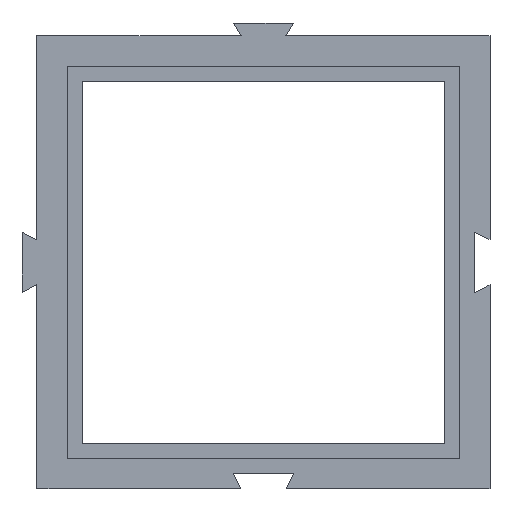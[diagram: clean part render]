
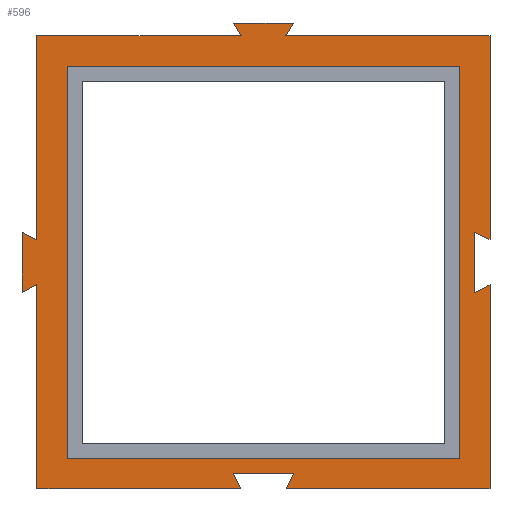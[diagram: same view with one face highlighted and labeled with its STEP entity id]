
A CAD part, top view. The second image highlights one B-rep face of the part: STEP entity #596.
In plain terms, the highlighted planar face has unit normal (0, 0, 1).
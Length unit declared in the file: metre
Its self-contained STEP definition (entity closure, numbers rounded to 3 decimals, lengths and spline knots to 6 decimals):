
#24=ORIENTED_EDGE('',*,*,#192,.F.);
#25=ORIENTED_EDGE('',*,*,#193,.F.);
#26=ORIENTED_EDGE('',*,*,#194,.F.);
#27=ORIENTED_EDGE('',*,*,#195,.F.);
#28=ORIENTED_EDGE('',*,*,#196,.T.);
#29=ORIENTED_EDGE('',*,*,#197,.F.);
#30=ORIENTED_EDGE('',*,*,#198,.T.);
#31=ORIENTED_EDGE('',*,*,#199,.T.);
#32=ORIENTED_EDGE('',*,*,#200,.T.);
#33=ORIENTED_EDGE('',*,*,#201,.T.);
#34=ORIENTED_EDGE('',*,*,#202,.T.);
#35=ORIENTED_EDGE('',*,*,#203,.T.);
#36=ORIENTED_EDGE('',*,*,#204,.T.);
#37=ORIENTED_EDGE('',*,*,#205,.T.);
#38=ORIENTED_EDGE('',*,*,#206,.F.);
#39=ORIENTED_EDGE('',*,*,#207,.F.);
#40=ORIENTED_EDGE('',*,*,#208,.F.);
#41=ORIENTED_EDGE('',*,*,#209,.T.);
#42=ORIENTED_EDGE('',*,*,#210,.F.);
#43=ORIENTED_EDGE('',*,*,#190,.F.);
#44=ORIENTED_EDGE('',*,*,#211,.F.);
#45=ORIENTED_EDGE('',*,*,#212,.T.);
#46=ORIENTED_EDGE('',*,*,#213,.T.);
#47=ORIENTED_EDGE('',*,*,#214,.F.);
#190=EDGE_CURVE('',#274,#275,#330,.T.);
#192=EDGE_CURVE('',#276,#274,#332,.T.);
#193=EDGE_CURVE('',#277,#276,#333,.T.);
#194=EDGE_CURVE('',#278,#277,#334,.T.);
#195=EDGE_CURVE('',#279,#278,#335,.T.);
#196=EDGE_CURVE('',#279,#280,#336,.T.);
#197=EDGE_CURVE('',#281,#280,#337,.T.);
#198=EDGE_CURVE('',#281,#282,#338,.T.);
#199=EDGE_CURVE('',#282,#283,#339,.T.);
#200=EDGE_CURVE('',#283,#284,#340,.T.);
#201=EDGE_CURVE('',#284,#285,#341,.T.);
#202=EDGE_CURVE('',#285,#286,#342,.T.);
#203=EDGE_CURVE('',#286,#287,#343,.T.);
#204=EDGE_CURVE('',#287,#288,#344,.T.);
#205=EDGE_CURVE('',#288,#289,#345,.T.);
#206=EDGE_CURVE('',#290,#289,#346,.T.);
#207=EDGE_CURVE('',#291,#290,#347,.T.);
#208=EDGE_CURVE('',#292,#291,#348,.T.);
#209=EDGE_CURVE('',#292,#293,#349,.T.);
#210=EDGE_CURVE('',#275,#293,#350,.T.);
#211=EDGE_CURVE('',#294,#295,#351,.T.);
#212=EDGE_CURVE('',#294,#296,#352,.T.);
#213=EDGE_CURVE('',#296,#297,#353,.T.);
#214=EDGE_CURVE('',#295,#297,#354,.T.);
#274=VERTEX_POINT('',#824);
#275=VERTEX_POINT('',#826);
#276=VERTEX_POINT('',#830);
#277=VERTEX_POINT('',#832);
#278=VERTEX_POINT('',#834);
#279=VERTEX_POINT('',#836);
#280=VERTEX_POINT('',#838);
#281=VERTEX_POINT('',#840);
#282=VERTEX_POINT('',#842);
#283=VERTEX_POINT('',#844);
#284=VERTEX_POINT('',#846);
#285=VERTEX_POINT('',#848);
#286=VERTEX_POINT('',#850);
#287=VERTEX_POINT('',#852);
#288=VERTEX_POINT('',#854);
#289=VERTEX_POINT('',#856);
#290=VERTEX_POINT('',#858);
#291=VERTEX_POINT('',#860);
#292=VERTEX_POINT('',#862);
#293=VERTEX_POINT('',#864);
#294=VERTEX_POINT('',#867);
#295=VERTEX_POINT('',#868);
#296=VERTEX_POINT('',#870);
#297=VERTEX_POINT('',#872);
#330=LINE('',#825,#414);
#332=LINE('',#829,#416);
#333=LINE('',#831,#417);
#334=LINE('',#833,#418);
#335=LINE('',#835,#419);
#336=LINE('',#837,#420);
#337=LINE('',#839,#421);
#338=LINE('',#841,#422);
#339=LINE('',#843,#423);
#340=LINE('',#845,#424);
#341=LINE('',#847,#425);
#342=LINE('',#849,#426);
#343=LINE('',#851,#427);
#344=LINE('',#853,#428);
#345=LINE('',#855,#429);
#346=LINE('',#857,#430);
#347=LINE('',#859,#431);
#348=LINE('',#861,#432);
#349=LINE('',#863,#433);
#350=LINE('',#865,#434);
#351=LINE('',#866,#435);
#352=LINE('',#869,#436);
#353=LINE('',#871,#437);
#354=LINE('',#873,#438);
#414=VECTOR('',#676,1.);
#416=VECTOR('',#680,1.);
#417=VECTOR('',#681,1.);
#418=VECTOR('',#682,1.);
#419=VECTOR('',#683,1.);
#420=VECTOR('',#684,1.);
#421=VECTOR('',#685,1.);
#422=VECTOR('',#686,1.);
#423=VECTOR('',#687,1.);
#424=VECTOR('',#688,1.);
#425=VECTOR('',#689,1.);
#426=VECTOR('',#690,1.);
#427=VECTOR('',#691,1.);
#428=VECTOR('',#692,1.);
#429=VECTOR('',#693,1.);
#430=VECTOR('',#694,1.);
#431=VECTOR('',#695,1.);
#432=VECTOR('',#696,1.);
#433=VECTOR('',#697,1.);
#434=VECTOR('',#698,1.);
#435=VECTOR('',#699,1.);
#436=VECTOR('',#700,1.);
#437=VECTOR('',#701,1.);
#438=VECTOR('',#702,1.);
#497=EDGE_LOOP('',(#24,#25,#26,#27,#28,#29,#30,#31,#32,#33,#34,#35,#36,
#37,#38,#39,#40,#41,#42,#43));
#498=EDGE_LOOP('',(#44,#45,#46,#47));
#531=FACE_BOUND('',#497,.T.);
#532=FACE_BOUND('',#498,.T.);
#565=PLANE('',#640);
#596=ADVANCED_FACE('',(#531,#532),#565,.T.);
#640=AXIS2_PLACEMENT_3D('',#828,#678,#679);
#676=DIRECTION('',(-1.,0.,0.));
#678=DIRECTION('',(0.,0.,1.));
#679=DIRECTION('',(1.,0.,0.));
#680=DIRECTION('',(0.447,-0.894,0.));
#681=DIRECTION('',(-1.,0.,0.));
#682=DIRECTION('',(0.447,0.894,0.));
#683=DIRECTION('',(-1.,0.,0.));
#684=DIRECTION('',(0.,1.,0.));
#685=DIRECTION('',(0.894,0.447,0.));
#686=DIRECTION('',(0.,1.,0.));
#687=DIRECTION('',(0.894,-0.447,0.));
#688=DIRECTION('',(0.,1.,0.));
#689=DIRECTION('',(-1.,0.,0.));
#690=DIRECTION('',(0.507,0.862,0.));
#691=DIRECTION('',(-1.,0.,0.));
#692=DIRECTION('',(0.507,-0.862,0.));
#693=DIRECTION('',(-1.,0.,0.));
#694=DIRECTION('',(0.,1.,0.));
#695=DIRECTION('',(0.894,-0.447,0.));
#696=DIRECTION('',(0.,1.,0.));
#697=DIRECTION('',(0.894,0.447,0.));
#698=DIRECTION('',(0.,1.,0.));
#699=DIRECTION('',(0.,1.,0.));
#700=DIRECTION('',(-1.,0.,0.));
#701=DIRECTION('',(0.,1.,0.));
#702=DIRECTION('',(-1.,0.,0.));
#824=CARTESIAN_POINT('',(-0.0075,-0.075,0.006));
#825=CARTESIAN_POINT('',(0.,-0.075,0.006));
#826=CARTESIAN_POINT('',(-0.075,-0.075,0.006));
#828=CARTESIAN_POINT('',(0.,0.,0.006));
#829=CARTESIAN_POINT('',(-0.036,-0.018,0.006));
#830=CARTESIAN_POINT('',(-0.01,-0.07,0.006));
#831=CARTESIAN_POINT('',(0.,-0.07,0.006));
#832=CARTESIAN_POINT('',(0.01,-0.07,0.006));
#833=CARTESIAN_POINT('',(0.036,-0.018,0.006));
#834=CARTESIAN_POINT('',(0.0075,-0.075,0.006));
#835=CARTESIAN_POINT('',(0.,-0.075,0.006));
#836=CARTESIAN_POINT('',(0.075,-0.075,0.006));
#837=CARTESIAN_POINT('',(0.075,0.,0.006));
#838=CARTESIAN_POINT('',(0.075,-0.0075,0.006));
#839=CARTESIAN_POINT('',(0.018,-0.036,0.006));
#840=CARTESIAN_POINT('',(0.07,-0.01,0.006));
#841=CARTESIAN_POINT('',(0.07,0.,0.006));
#842=CARTESIAN_POINT('',(0.07,0.01,0.006));
#843=CARTESIAN_POINT('',(0.018,0.036,0.006));
#844=CARTESIAN_POINT('',(0.075,0.0075,0.006));
#845=CARTESIAN_POINT('',(0.075,0.,0.006));
#846=CARTESIAN_POINT('',(0.075,0.075,0.006));
#847=CARTESIAN_POINT('',(0.,0.075,0.006));
#848=CARTESIAN_POINT('',(0.007425,0.075,0.006));
#849=CARTESIAN_POINT('',(-0.027265,0.016042,0.006));
#850=CARTESIAN_POINT('',(0.0099,0.079206,0.006));
#851=CARTESIAN_POINT('',(0.,0.079206,0.006));
#852=CARTESIAN_POINT('',(-0.0099,0.079206,0.006));
#853=CARTESIAN_POINT('',(0.027265,0.016042,0.006));
#854=CARTESIAN_POINT('',(-0.007425,0.075,0.006));
#855=CARTESIAN_POINT('',(0.,0.075,0.006));
#856=CARTESIAN_POINT('',(-0.075,0.075,0.006));
#857=CARTESIAN_POINT('',(-0.075,0.,0.006));
#858=CARTESIAN_POINT('',(-0.075,0.007425,0.006));
#859=CARTESIAN_POINT('',(-0.01203,-0.02406,0.006));
#860=CARTESIAN_POINT('',(-0.07995,0.0099,0.006));
#861=CARTESIAN_POINT('',(-0.07995,0.,0.006));
#862=CARTESIAN_POINT('',(-0.07995,-0.0099,0.006));
#863=CARTESIAN_POINT('',(-0.01203,0.02406,0.006));
#864=CARTESIAN_POINT('',(-0.075,-0.007425,0.006));
#865=CARTESIAN_POINT('',(-0.075,0.,0.006));
#866=CARTESIAN_POINT('',(0.065,0.,0.006));
#867=CARTESIAN_POINT('',(0.065,-0.065,0.006));
#868=CARTESIAN_POINT('',(0.065,0.065,0.006));
#869=CARTESIAN_POINT('',(0.,-0.065,0.006));
#870=CARTESIAN_POINT('',(-0.065,-0.065,0.006));
#871=CARTESIAN_POINT('',(-0.065,0.,0.006));
#872=CARTESIAN_POINT('',(-0.065,0.065,0.006));
#873=CARTESIAN_POINT('',(0.,0.065,0.006));
